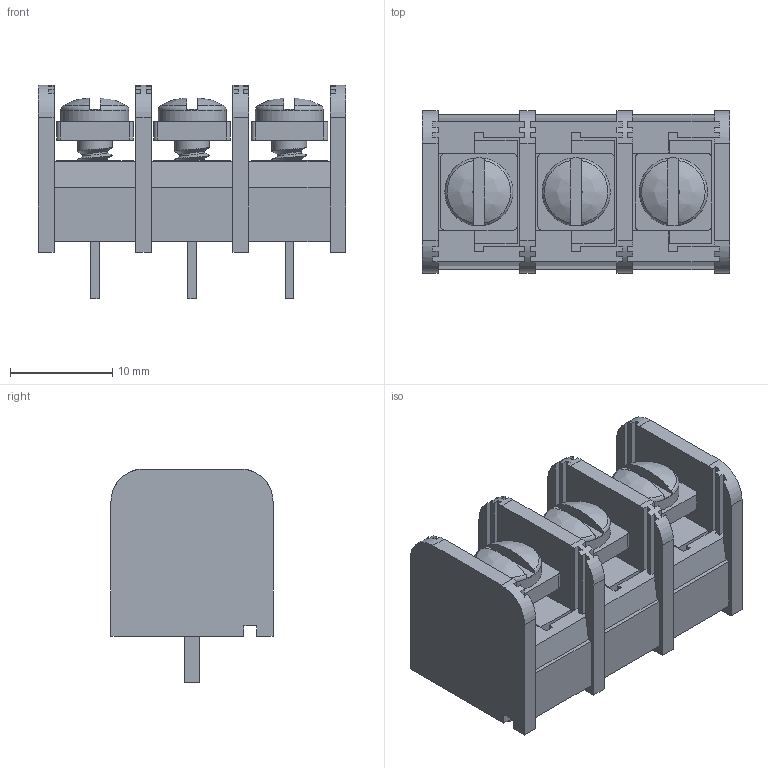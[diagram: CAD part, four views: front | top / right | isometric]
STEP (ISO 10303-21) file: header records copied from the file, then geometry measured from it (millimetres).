
FILE_DESCRIPTION(/* description */ (''),/* implementation_level */ '2;1');
FILE_NAME(/* name */ 'terminal-c-3-1437664-1-m1-3d.stp',/* time_stamp */ '2025-01-10T22:51:56+01:00',/* author */ ('remi.decoster'),/* organization */ ('TE Connectivity Ltd.'),/* preprocessor_version */ 'ST-DEVELOPER v18.1',/* originating_system */ 'Autodesk Inventor 2021',/* authorisation */ '');
FILE_SCHEMA (('CONFIG_CONTROL_DESIGN'));
Length unit declared in the file: millimetre
Products named in the file (1): terminal-c-3-1437664-1-m1-3d
Bounding box: 30.12 x 15.88 x 20.95 mm (x, y, z)
Volume: 4860 mm3; surface area: 3918.3 mm2
Topology: 1 solids, 2 shells, 328 faces, 912 edges, 603 vertices
Faces by surface type: plane 272, cylinder 32, bspline 21, torus 3
Full cylindrical faces by diameter (mm): 3.409 x3, 6.68 x3
Entity records: 13173 total; most frequent: CARTESIAN_POINT 4417, ORIENTED_EDGE 1824, DIRECTION 1620, EDGE_CURVE 912, LINE 692, VECTOR 692, VERTEX_POINT 603, AXIS2_PLACEMENT_3D 464
